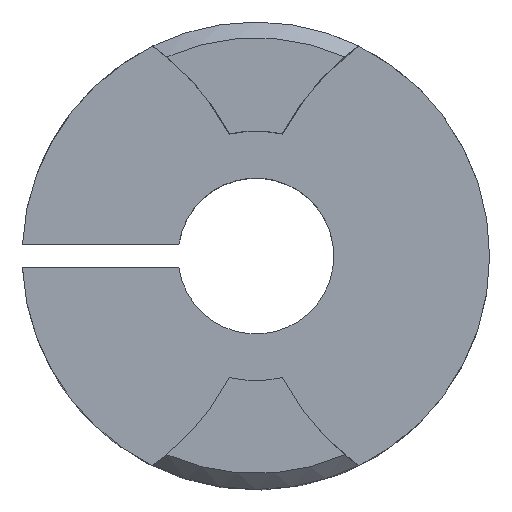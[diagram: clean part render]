
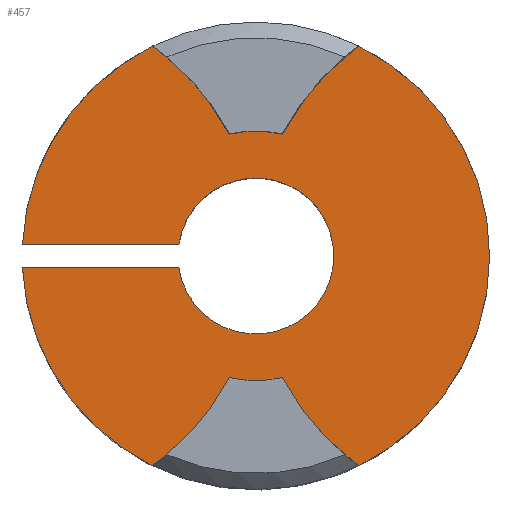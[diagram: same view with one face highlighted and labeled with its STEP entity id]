
A CAD part, top view. The second image highlights one B-rep face of the part: STEP entity #457.
In plain terms, the highlighted planar face has unit normal (0, 0, 1).
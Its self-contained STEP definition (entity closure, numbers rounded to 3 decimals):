
#17 = AXIS2_PLACEMENT_3D ( 'NONE', #318, #558, #551 ) ;
#35 = AXIS2_PLACEMENT_3D ( 'NONE', #603, #545, #439 ) ;
#38 = EDGE_CURVE ( 'NONE', #571, #784, #257, .T. ) ;
#54 = CIRCLE ( 'NONE', #35, 14.986 ) ;
#60 = CARTESIAN_POINT ( 'NONE',  ( -14.967, -0.762, 11.303 ) ) ;
#64 = VECTOR ( 'NONE', #280, 1000. ) ;
#68 = AXIS2_PLACEMENT_3D ( 'NONE', #495, #613, #602 ) ;
#76 = VERTEX_POINT ( 'NONE', #530 ) ;
#80 = CARTESIAN_POINT ( 'NONE',  ( -16.383, 0., 11.303 ) ) ;
#113 = VERTEX_POINT ( 'NONE', #211 ) ;
#121 = FACE_OUTER_BOUND ( 'NONE', #992, .T. ) ;
#124 = AXIS2_PLACEMENT_3D ( 'NONE', #835, #876, #894 ) ;
#144 = ORIENTED_EDGE ( 'NONE', *, *, #937, .T. ) ;
#158 = VECTOR ( 'NONE', #975, 1000. ) ;
#175 = VERTEX_POINT ( 'NONE', #840 ) ;
#177 = ORIENTED_EDGE ( 'NONE', *, *, #382, .F. ) ;
#188 = CIRCLE ( 'NONE', #17, 8.001 ) ;
#206 = EDGE_CURVE ( 'NONE', #976, #113, #920, .T. ) ;
#208 = ORIENTED_EDGE ( 'NONE', *, *, #294, .T. ) ;
#211 = CARTESIAN_POINT ( 'NONE',  ( -4.942, 0.762, 11.303 ) ) ;
#213 = DIRECTION ( 'NONE',  ( 1., 0., 0. ) ) ;
#224 = VERTEX_POINT ( 'NONE', #857 ) ;
#238 = CARTESIAN_POINT ( 'NONE',  ( -6.598, -13.455, 11.303 ) ) ;
#257 = CIRCLE ( 'NONE', #299, 16.637 ) ;
#262 = CIRCLE ( 'NONE', #422, 5. ) ;
#278 = CARTESIAN_POINT ( 'NONE',  ( -4.942, 0.762, 11.303 ) ) ;
#280 = DIRECTION ( 'NONE',  ( -1., 0., 0. ) ) ;
#294 = EDGE_CURVE ( 'NONE', #76, #868, #1010, .T. ) ;
#299 = AXIS2_PLACEMENT_3D ( 'NONE', #80, #375, #213 ) ;
#300 = AXIS2_PLACEMENT_3D ( 'NONE', #1018, #830, #326 ) ;
#302 = EDGE_CURVE ( 'NONE', #820, #571, #721, .T. ) ;
#318 = CARTESIAN_POINT ( 'NONE',  ( 0., 0., 11.303 ) ) ;
#326 = DIRECTION ( 'NONE',  ( 1., 0., 0. ) ) ;
#330 = ORIENTED_EDGE ( 'NONE', *, *, #302, .F. ) ;
#336 = DIRECTION ( 'NONE',  ( 1., 0., 0. ) ) ;
#344 = CIRCLE ( 'NONE', #124, 16.637 ) ;
#345 = CIRCLE ( 'NONE', #467, 14.986 ) ;
#353 = ORIENTED_EDGE ( 'NONE', *, *, #38, .F. ) ;
#366 = ORIENTED_EDGE ( 'NONE', *, *, #483, .T. ) ;
#369 = ORIENTED_EDGE ( 'NONE', *, *, #542, .F. ) ;
#373 = VERTEX_POINT ( 'NONE', #814 ) ;
#375 = DIRECTION ( 'NONE',  ( 0., 0., -1. ) ) ;
#381 = EDGE_CURVE ( 'NONE', #868, #224, #986, .T. ) ;
#382 = EDGE_CURVE ( 'NONE', #823, #820, #344, .T. ) ;
#422 = AXIS2_PLACEMENT_3D ( 'NONE', #540, #547, #549 ) ;
#428 = EDGE_CURVE ( 'NONE', #113, #175, #882, .T. ) ;
#437 = CIRCLE ( 'NONE', #803, 16.637 ) ;
#439 = DIRECTION ( 'NONE',  ( 1., 0., 0. ) ) ;
#444 = CARTESIAN_POINT ( 'NONE',  ( 8.192, 0., 11.303 ) ) ;
#454 = VERTEX_POINT ( 'NONE', #60 ) ;
#457 = ADVANCED_FACE ( 'NONE', ( #121 ), #538, .T. ) ;
#467 = AXIS2_PLACEMENT_3D ( 'NONE', #828, #817, #336 ) ;
#474 = VERTEX_POINT ( 'NONE', #521 ) ;
#483 = EDGE_CURVE ( 'NONE', #823, #76, #54, .T. ) ;
#495 = CARTESIAN_POINT ( 'NONE',  ( 16.383, 0., 11.303 ) ) ;
#498 = DIRECTION ( 'NONE',  ( 1., 0., 0. ) ) ;
#509 = DIRECTION ( 'NONE',  ( 0., 0., 1. ) ) ;
#512 = CARTESIAN_POINT ( 'NONE',  ( 0., 0., 11.303 ) ) ;
#516 = CIRCLE ( 'NONE', #300, 14.986 ) ;
#521 = CARTESIAN_POINT ( 'NONE',  ( -4.942, -0.762, 11.303 ) ) ;
#530 = CARTESIAN_POINT ( 'NONE',  ( 14.986, 0., 11.303 ) ) ;
#538 = PLANE ( 'NONE',  #1017 ) ;
#540 = CARTESIAN_POINT ( 'NONE',  ( 0., 0., 11.303 ) ) ;
#542 = EDGE_CURVE ( 'NONE', #474, #976, #262, .T. ) ;
#545 = DIRECTION ( 'NONE',  ( 0., 0., 1. ) ) ;
#547 = DIRECTION ( 'NONE',  ( 0., 0., 1. ) ) ;
#549 = DIRECTION ( 'NONE',  ( 1., 0., 0. ) ) ;
#551 = DIRECTION ( 'NONE',  ( 1., 0., 0. ) ) ;
#558 = DIRECTION ( 'NONE',  ( 0., 0., 1. ) ) ;
#571 = VERTEX_POINT ( 'NONE', #794 ) ;
#602 = DIRECTION ( 'NONE',  ( 1., 0., 0. ) ) ;
#603 = CARTESIAN_POINT ( 'NONE',  ( 0., 0., 11.303 ) ) ;
#613 = DIRECTION ( 'NONE',  ( 0., 0., 1. ) ) ;
#629 = DIRECTION ( 'NONE',  ( 0., 0., 1. ) ) ;
#640 = DIRECTION ( 'NONE',  ( 1., 0., 0. ) ) ;
#641 = AXIS2_PLACEMENT_3D ( 'NONE', #778, #785, #818 ) ;
#657 = CARTESIAN_POINT ( 'NONE',  ( -14.967, -0.762, 11.303 ) ) ;
#673 = ORIENTED_EDGE ( 'NONE', *, *, #749, .T. ) ;
#682 = CARTESIAN_POINT ( 'NONE',  ( 0., 0., 11.303 ) ) ;
#686 = LINE ( 'NONE', #657, #158 ) ;
#692 = EDGE_CURVE ( 'NONE', #793, #373, #437, .T. ) ;
#721 = CIRCLE ( 'NONE', #891, 8.001 ) ;
#729 = ORIENTED_EDGE ( 'NONE', *, *, #692, .T. ) ;
#732 = EDGE_CURVE ( 'NONE', #454, #784, #516, .T. ) ;
#742 = ORIENTED_EDGE ( 'NONE', *, *, #428, .F. ) ;
#749 = EDGE_CURVE ( 'NONE', #373, #175, #345, .T. ) ;
#750 = CARTESIAN_POINT ( 'NONE',  ( 1.698, -7.819, 11.303 ) ) ;
#776 = DIRECTION ( 'NONE',  ( 1., 0., 0. ) ) ;
#778 = CARTESIAN_POINT ( 'NONE',  ( 0., 0., 11.303 ) ) ;
#784 = VERTEX_POINT ( 'NONE', #238 ) ;
#785 = DIRECTION ( 'NONE',  ( 0., 0., 1. ) ) ;
#793 = VERTEX_POINT ( 'NONE', #896 ) ;
#794 = CARTESIAN_POINT ( 'NONE',  ( -1.698, -7.819, 11.303 ) ) ;
#800 = ORIENTED_EDGE ( 'NONE', *, *, #381, .T. ) ;
#803 = AXIS2_PLACEMENT_3D ( 'NONE', #893, #900, #905 ) ;
#811 = CARTESIAN_POINT ( 'NONE',  ( 6.598, -13.455, 11.303 ) ) ;
#814 = CARTESIAN_POINT ( 'NONE',  ( -6.598, 13.455, 11.303 ) ) ;
#816 = DIRECTION ( 'NONE',  ( 0., 0., -1. ) ) ;
#817 = DIRECTION ( 'NONE',  ( 0., 0., 1. ) ) ;
#818 = DIRECTION ( 'NONE',  ( 1., 0., 0. ) ) ;
#820 = VERTEX_POINT ( 'NONE', #750 ) ;
#823 = VERTEX_POINT ( 'NONE', #811 ) ;
#828 = CARTESIAN_POINT ( 'NONE',  ( 0., 0., 11.303 ) ) ;
#830 = DIRECTION ( 'NONE',  ( 0., 0., 1. ) ) ;
#835 = CARTESIAN_POINT ( 'NONE',  ( 16.383, 0., 11.303 ) ) ;
#840 = CARTESIAN_POINT ( 'NONE',  ( -14.967, 0.762, 11.303 ) ) ;
#849 = AXIS2_PLACEMENT_3D ( 'NONE', #512, #509, #498 ) ;
#857 = CARTESIAN_POINT ( 'NONE',  ( 1.698, 7.819, 11.303 ) ) ;
#862 = EDGE_CURVE ( 'NONE', #454, #474, #686, .T. ) ;
#868 = VERTEX_POINT ( 'NONE', #970 ) ;
#876 = DIRECTION ( 'NONE',  ( 0., 0., -1. ) ) ;
#877 = ORIENTED_EDGE ( 'NONE', *, *, #862, .F. ) ;
#878 = CARTESIAN_POINT ( 'NONE',  ( 5., 0., 11.303 ) ) ;
#882 = LINE ( 'NONE', #278, #64 ) ;
#891 = AXIS2_PLACEMENT_3D ( 'NONE', #682, #816, #776 ) ;
#893 = CARTESIAN_POINT ( 'NONE',  ( -16.383, 0., 11.303 ) ) ;
#894 = DIRECTION ( 'NONE',  ( 1., 0., 0. ) ) ;
#896 = CARTESIAN_POINT ( 'NONE',  ( -1.698, 7.819, 11.303 ) ) ;
#900 = DIRECTION ( 'NONE',  ( 0., 0., 1. ) ) ;
#905 = DIRECTION ( 'NONE',  ( 1., 0., 0. ) ) ;
#919 = ORIENTED_EDGE ( 'NONE', *, *, #206, .F. ) ;
#920 = CIRCLE ( 'NONE', #641, 5. ) ;
#937 = EDGE_CURVE ( 'NONE', #224, #793, #188, .T. ) ;
#970 = CARTESIAN_POINT ( 'NONE',  ( 6.598, 13.455, 11.303 ) ) ;
#975 = DIRECTION ( 'NONE',  ( 1., 0., 0. ) ) ;
#976 = VERTEX_POINT ( 'NONE', #878 ) ;
#986 = CIRCLE ( 'NONE', #68, 16.637 ) ;
#992 = EDGE_LOOP ( 'NONE', ( #742, #919, #369, #877, #1008, #353, #330, #177, #366, #208, #800, #144, #729, #673 ) ) ;
#1008 = ORIENTED_EDGE ( 'NONE', *, *, #732, .T. ) ;
#1010 = CIRCLE ( 'NONE', #849, 14.986 ) ;
#1017 = AXIS2_PLACEMENT_3D ( 'NONE', #444, #629, #640 ) ;
#1018 = CARTESIAN_POINT ( 'NONE',  ( 0., 0., 11.303 ) ) ;
